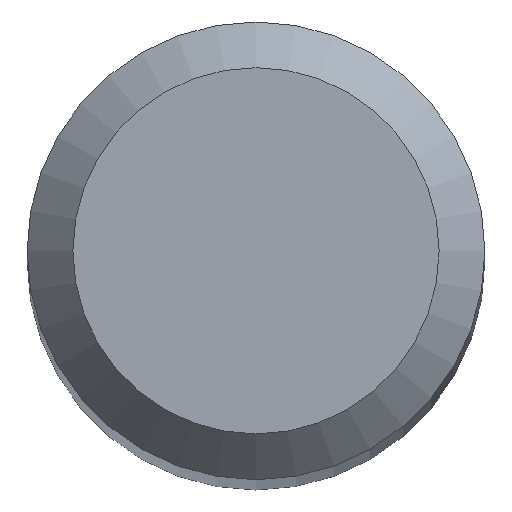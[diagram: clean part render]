
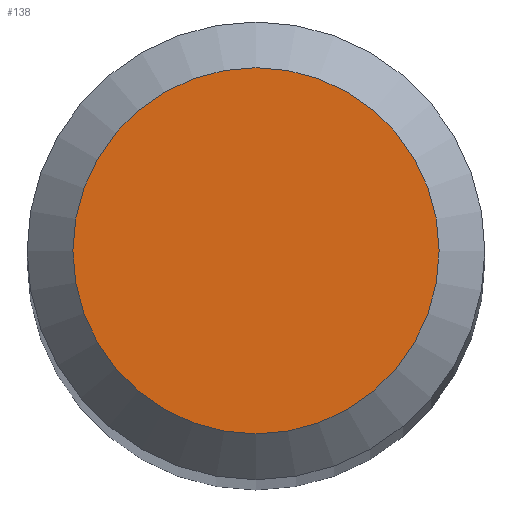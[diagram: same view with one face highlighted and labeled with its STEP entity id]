
A CAD part, top view. The second image highlights one B-rep face of the part: STEP entity #138.
In plain terms, the highlighted planar face has unit normal (0, 0, 1).
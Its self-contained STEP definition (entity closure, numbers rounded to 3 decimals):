
#8 = CARTESIAN_POINT ( 'NONE',  ( 0., 0., 46. ) ) ;
#13 = DIRECTION ( 'NONE',  ( 0., 0., 1. ) ) ;
#21 = CARTESIAN_POINT ( 'NONE',  ( 0., 0., 46. ) ) ;
#76 = EDGE_CURVE ( 'NONE', #418, #418, #99, .T. ) ;
#97 = ORIENTED_EDGE ( 'NONE', *, *, #76, .T. ) ;
#99 = CIRCLE ( 'NONE', #389, 1.2 ) ;
#138 = ADVANCED_FACE ( 'NONE', ( #284 ), #152, .F. ) ;
#141 = DIRECTION ( 'NONE',  ( 0., -1., 0. ) ) ;
#152 = PLANE ( 'NONE',  #234 ) ;
#154 = DIRECTION ( 'NONE',  ( 0., 0., -1. ) ) ;
#221 = DIRECTION ( 'NONE',  ( 0., 1., 0. ) ) ;
#234 = AXIS2_PLACEMENT_3D ( 'NONE', #21, #154, #221 ) ;
#284 = FACE_OUTER_BOUND ( 'NONE', #287, .T. ) ;
#287 = EDGE_LOOP ( 'NONE', ( #97 ) ) ;
#388 = CARTESIAN_POINT ( 'NONE',  ( 0., -1.2, 46. ) ) ;
#389 = AXIS2_PLACEMENT_3D ( 'NONE', #8, #13, #141 ) ;
#418 = VERTEX_POINT ( 'NONE', #388 ) ;
